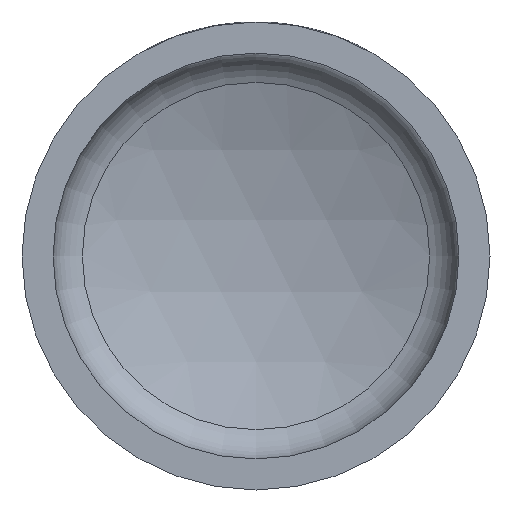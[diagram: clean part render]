
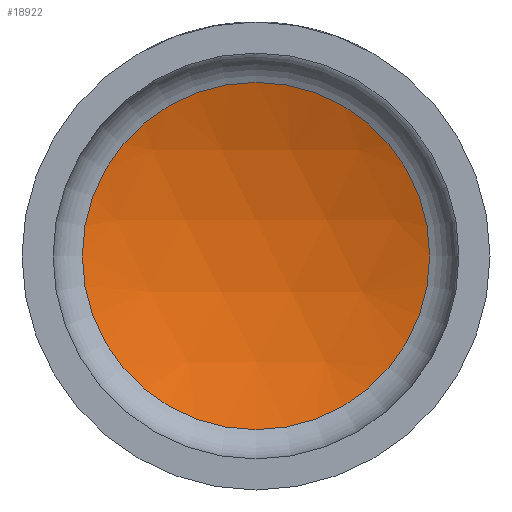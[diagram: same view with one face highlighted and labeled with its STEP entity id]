
A CAD part, front view. The second image highlights one B-rep face of the part: STEP entity #18922.
In plain terms, the highlighted spherical face has radius 60.3 mm.
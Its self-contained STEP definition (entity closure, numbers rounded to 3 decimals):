
#347 = AXIS2_PLACEMENT_3D ( 'NONE', #564, #10796, #12281 ) ;
#564 = CARTESIAN_POINT ( 'NONE',  ( 0., 20.572, 0. ) ) ;
#3878 = VERTEX_POINT ( 'NONE', #8405 ) ;
#4866 = CARTESIAN_POINT ( 'NONE',  ( 0., -35.423, 0. ) ) ;
#4897 = EDGE_CURVE ( 'NONE', #3878, #3878, #13468, .T. ) ;
#8405 = CARTESIAN_POINT ( 'NONE',  ( 0., 20.572, -22.377 ) ) ;
#10732 = FACE_OUTER_BOUND ( 'NONE', #15730, .T. ) ;
#10796 = DIRECTION ( 'NONE',  ( 0., -1., 0. ) ) ;
#12190 = DIRECTION ( 'NONE',  ( 1., 0., 0. ) ) ;
#12281 = DIRECTION ( 'NONE',  ( 0., 0., -1. ) ) ;
#12523 = ORIENTED_EDGE ( 'NONE', *, *, #4897, .T. ) ;
#13468 = CIRCLE ( 'NONE', #347, 22.377 ) ;
#13708 = DIRECTION ( 'NONE',  ( 0., 0., 1. ) ) ;
#14456 = SPHERICAL_SURFACE ( 'NONE', #16834, 60.3 ) ;
#15730 = EDGE_LOOP ( 'NONE', ( #12523 ) ) ;
#16834 = AXIS2_PLACEMENT_3D ( 'NONE', #4866, #13708, #12190 ) ;
#18922 = ADVANCED_FACE ( 'NONE', ( #10732 ), #14456, .F. ) ;
